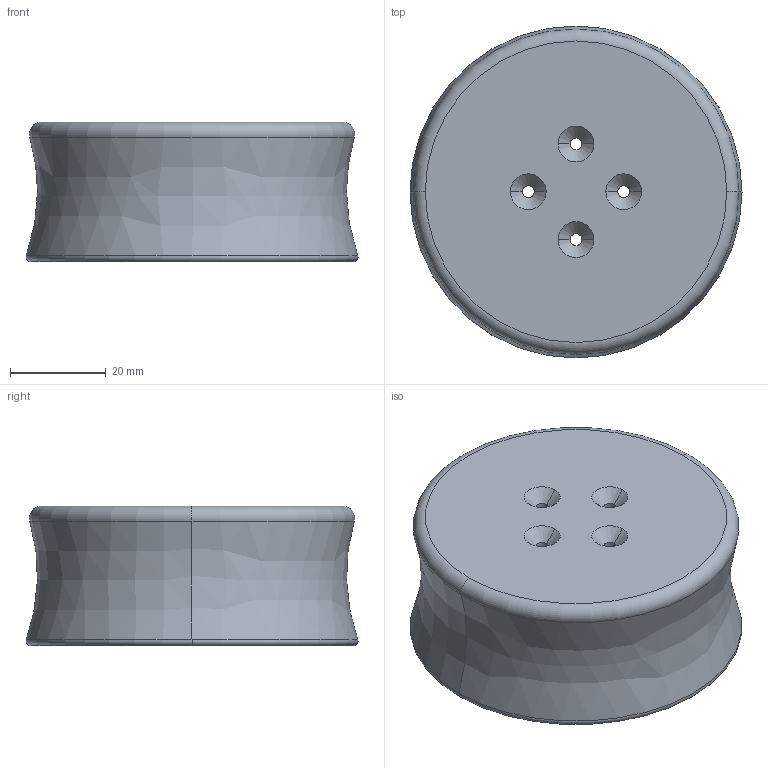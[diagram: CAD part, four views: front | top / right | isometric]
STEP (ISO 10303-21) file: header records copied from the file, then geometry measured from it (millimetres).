
FILE_DESCRIPTION (( 'STEP AP203' ), '1' );
FILE_NAME ('Knob.STEP', '2025-05-22T04:18:59', ( '' ), ( '' ), 'SwSTEP 2.0', 'SolidWorks 2024', '' );
FILE_SCHEMA (( 'CONFIG_CONTROL_DESIGN' ));
Length unit declared in the file: millimetre
Products named in the file (1): Knob
Bounding box: 69.45 x 69.45 x 29.21 mm (x, y, z)
Volume: 43246 mm3; surface area: 16354.5 mm2
Topology: 1 solids, 1 shells, 32 faces, 70 edges, 40 vertices
Faces by surface type: cone 10, torus 8, cylinder 8, bspline 4, plane 2
Entity records: 1055 total; most frequent: CARTESIAN_POINT 247, DIRECTION 172, ORIENTED_EDGE 140, AXIS2_PLACEMENT_3D 77, EDGE_CURVE 70, CIRCLE 48, VERTEX_POINT 40, EDGE_LOOP 40
